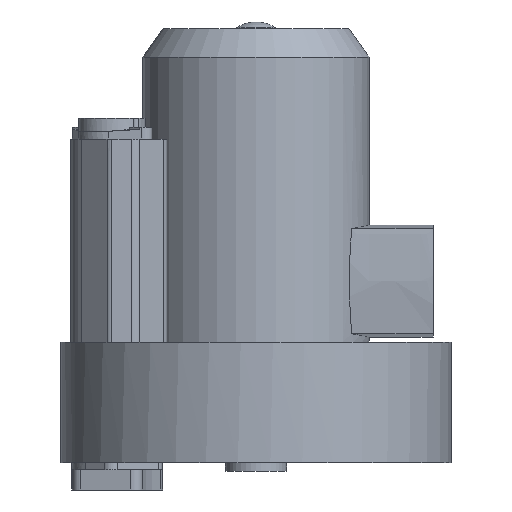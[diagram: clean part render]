
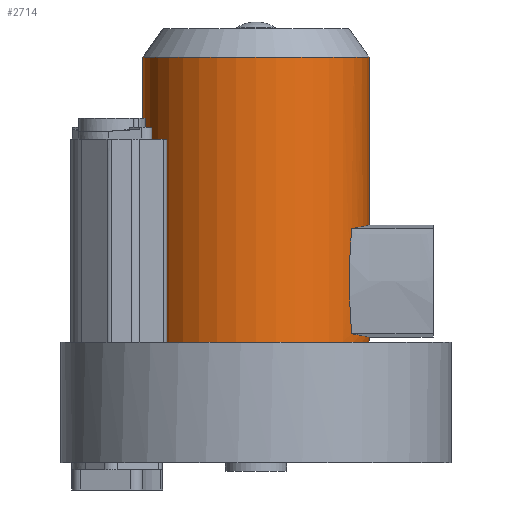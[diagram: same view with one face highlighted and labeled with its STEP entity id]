
A CAD part, front view. The second image highlights one B-rep face of the part: STEP entity #2714.
In plain terms, the highlighted cylindrical face has radius 113 mm (diameter 226 mm), a partial arc.
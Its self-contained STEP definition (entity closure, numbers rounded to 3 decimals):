
#375=CARTESIAN_POINT('',(0.,0.,90.));
#376=DIRECTION('',(0.,0.,1.));
#377=DIRECTION('',(-1.,0.,0.));
#378=AXIS2_PLACEMENT_3D('',#375,#376,#377);
#527=DIRECTION('',(0.,0.,1.));
#528=VECTOR('',#527,4.993);
#529=CARTESIAN_POINT('',(113.,0.,90.));
#530=LINE('',#529,#528);
#531=CARTESIAN_POINT('',(113.,0.,94.993));
#570=CARTESIAN_POINT('',(113.,0.,206.807));
#572=DIRECTION('',(0.,0.,1.));
#573=VECTOR('',#572,168.193);
#574=CARTESIAN_POINT('',(113.,0.,206.807));
#575=LINE('',#574,#573);
#604=CARTESIAN_POINT('',(0.,0.,375.));
#605=DIRECTION('',(0.,0.,1.));
#606=DIRECTION('',(-1.,0.,0.));
#607=AXIS2_PLACEMENT_3D('',#604,#605,#606);
#609=CARTESIAN_POINT('',(113.,0.,206.807));
#610=CARTESIAN_POINT('',(113.,-2.655,206.79));
#611=CARTESIAN_POINT('',(112.813,-7.964,206.718));
#612=CARTESIAN_POINT('',(111.972,-15.887,206.506));
#613=CARTESIAN_POINT('',(110.576,-23.727,206.193));
#614=CARTESIAN_POINT('',(108.634,-31.445,205.783));
#615=CARTESIAN_POINT('',(106.155,-39.001,205.284));
#616=CARTESIAN_POINT('',(103.155,-46.359,204.705));
#617=CARTESIAN_POINT('',(99.647,-53.483,204.057));
#618=CARTESIAN_POINT('',(96.982,-58.055,203.587));
#619=CARTESIAN_POINT('',(95.572,-60.291,203.344));
#621=CARTESIAN_POINT('',(95.572,-60.291,203.344));
#622=CARTESIAN_POINT('',(95.203,-60.876,199.11));
#623=CARTESIAN_POINT('',(94.542,-61.9,190.653));
#624=CARTESIAN_POINT('',(93.805,-63.007,178.038));
#625=CARTESIAN_POINT('',(93.334,-63.701,165.372));
#626=CARTESIAN_POINT('',(93.145,-63.977,152.58));
#627=CARTESIAN_POINT('',(93.256,-63.815,139.585));
#628=CARTESIAN_POINT('',(93.682,-63.19,126.285));
#629=CARTESIAN_POINT('',(94.433,-62.067,112.627));
#630=CARTESIAN_POINT('',(95.157,-60.948,103.225));
#631=CARTESIAN_POINT('',(95.571,-60.293,98.456));
#633=CARTESIAN_POINT('',(95.571,-60.293,98.456));
#634=CARTESIAN_POINT('',(96.981,-58.057,98.213));
#635=CARTESIAN_POINT('',(99.646,-53.485,97.743));
#636=CARTESIAN_POINT('',(103.154,-46.36,97.095));
#637=CARTESIAN_POINT('',(106.155,-39.001,96.516));
#638=CARTESIAN_POINT('',(108.634,-31.445,96.017));
#639=CARTESIAN_POINT('',(110.577,-23.727,95.607));
#640=CARTESIAN_POINT('',(111.972,-15.886,95.294));
#641=CARTESIAN_POINT('',(112.813,-7.964,95.082));
#642=CARTESIAN_POINT('',(113.,-2.655,95.01));
#643=CARTESIAN_POINT('',(113.,0.,94.993));
#645=DIRECTION('',(0.,0.,1.));
#646=VECTOR('',#645,285.);
#647=CARTESIAN_POINT('',(-113.,0.,90.));
#648=LINE('',#647,#646);
#1861=CARTESIAN_POINT('',(113.,0.,90.));
#1862=CARTESIAN_POINT('',(-113.,0.,90.));
#1863=VERTEX_POINT('',#1861);
#1864=VERTEX_POINT('',#1862);
#1869=VERTEX_POINT('',#531);
#1872=VERTEX_POINT('',#570);
#1873=VERTEX_POINT('',#633);
#1874=VERTEX_POINT('',#619);
#1997=CARTESIAN_POINT('',(-113.,0.,375.));
#1998=CARTESIAN_POINT('',(113.,0.,375.));
#1999=VERTEX_POINT('',#1997);
#2000=VERTEX_POINT('',#1998);
#2696=CARTESIAN_POINT('',(0.,0.,90.));
#2697=DIRECTION('',(0.,0.,1.));
#2698=DIRECTION('',(1.,0.,0.));
#2699=AXIS2_PLACEMENT_3D('',#2696,#2697,#2698);
#2700=CYLINDRICAL_SURFACE('',#2699,113.);
#2701=ORIENTED_EDGE('',*,*,#2690,.T.);
#2702=ORIENTED_EDGE('',*,*,#2646,.F.);
#2704=ORIENTED_EDGE('',*,*,#2703,.T.);
#2706=ORIENTED_EDGE('',*,*,#2705,.T.);
#2708=ORIENTED_EDGE('',*,*,#2707,.T.);
#2709=ORIENTED_EDGE('',*,*,#2638,.F.);
#2710=ORIENTED_EDGE('',*,*,#2623,.F.);
#2711=ORIENTED_EDGE('',*,*,#2635,.T.);
#2712=EDGE_LOOP('',(#2701,#2702,#2704,#2706,#2708,#2709,#2710,#2711));
#2713=FACE_OUTER_BOUND('',#2712,.F.);
#2714=ADVANCED_FACE('',(#2713),#2700,.T.);
#379=CIRCLE('',#378,113.);
#608=CIRCLE('',#607,113.);
#620=B_SPLINE_CURVE_WITH_KNOTS('',3,(#609,#610,#611,#612,#613,#614,#615,#616,
#617,#618,#619),.UNSPECIFIED.,.F.,.F.,(4,1,1,1,1,1,1,1,4),(0.,0.125,0.25,
0.375,0.5,0.625,0.75,0.875,1.),.UNSPECIFIED.);
#632=B_SPLINE_CURVE_WITH_KNOTS('',3,(#621,#622,#623,#624,#625,#626,#627,#628,
#629,#630,#631),.UNSPECIFIED.,.F.,.F.,(4,1,1,1,1,1,1,1,4),(0.,0.125,0.25,
0.375,0.5,0.625,0.75,0.875,1.),.UNSPECIFIED.);
#644=B_SPLINE_CURVE_WITH_KNOTS('',3,(#633,#634,#635,#636,#637,#638,#639,#640,
#641,#642,#643),.UNSPECIFIED.,.F.,.F.,(4,1,1,1,1,1,1,1,4),(0.,0.125,0.25,
0.375,0.5,0.625,0.75,0.875,1.),.UNSPECIFIED.);
#2623=EDGE_CURVE('',#1864,#1863,#379,.T.);
#2635=EDGE_CURVE('',#1864,#1999,#648,.T.);
#2638=EDGE_CURVE('',#1863,#1869,#530,.T.);
#2646=EDGE_CURVE('',#1872,#2000,#575,.T.);
#2690=EDGE_CURVE('',#1999,#2000,#608,.T.);
#2703=EDGE_CURVE('',#1872,#1874,#620,.T.);
#2705=EDGE_CURVE('',#1874,#1873,#632,.T.);
#2707=EDGE_CURVE('',#1873,#1869,#644,.T.);
